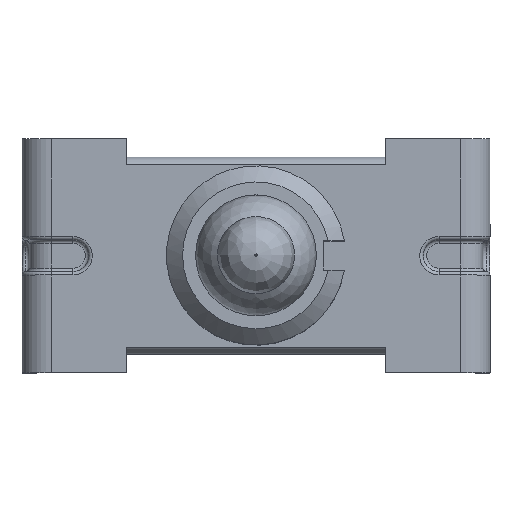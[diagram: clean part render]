
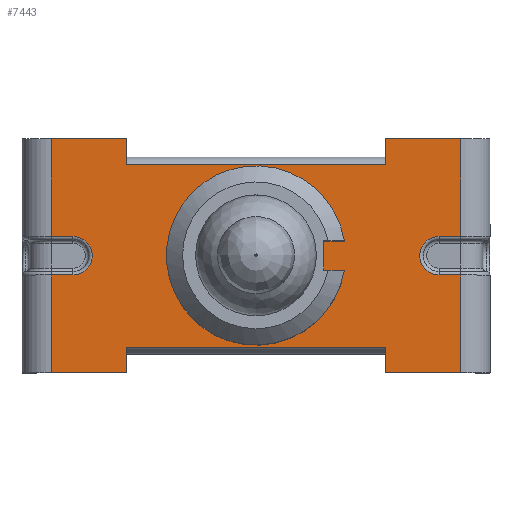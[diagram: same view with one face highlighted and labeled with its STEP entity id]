
A CAD part, top view. The second image highlights one B-rep face of the part: STEP entity #7443.
In plain terms, the highlighted planar face has unit normal (0, 0, 1).
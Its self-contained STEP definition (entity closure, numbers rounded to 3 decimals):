
#177=FACE_BOUND('',#2884,.T.);
#509=PLANE('',#8117);
#545=LINE('',#10362,#1296);
#548=LINE('',#10370,#1299);
#550=LINE('',#10384,#1301);
#1063=LINE('',#12143,#1814);
#1108=LINE('',#12295,#1859);
#1127=LINE('',#12401,#1878);
#1132=LINE('',#12421,#1883);
#1133=LINE('',#12428,#1884);
#1157=LINE('',#12510,#1908);
#1183=LINE('',#12637,#1934);
#1198=LINE('',#12683,#1949);
#1199=LINE('',#12694,#1950);
#1210=LINE('',#12717,#1961);
#1214=LINE('',#12724,#1965);
#1220=LINE('',#12736,#1971);
#1223=LINE('',#12744,#1974);
#1226=LINE('',#12748,#1977);
#1228=LINE('',#12751,#1979);
#1229=LINE('',#12754,#1980);
#1232=LINE('',#12759,#1983);
#1233=LINE('',#12761,#1984);
#1296=VECTOR('',#8227,10.);
#1299=VECTOR('',#8232,10.);
#1301=VECTOR('',#8244,10.);
#1814=VECTOR('',#9371,10.);
#1859=VECTOR('',#9514,10.);
#1878=VECTOR('',#9651,10.);
#1883=VECTOR('',#9676,10.);
#1884=VECTOR('',#9687,10.);
#1908=VECTOR('',#9783,10.);
#1934=VECTOR('',#9943,10.);
#1949=VECTOR('',#9990,10.);
#1950=VECTOR('',#10009,10.);
#1961=VECTOR('',#10040,10.);
#1965=VECTOR('',#10046,10.);
#1971=VECTOR('',#10056,10.);
#1974=VECTOR('',#10061,10.);
#1977=VECTOR('',#10066,10.);
#1979=VECTOR('',#10070,10.);
#1980=VECTOR('',#10073,10.);
#1983=VECTOR('',#10078,10.);
#1984=VECTOR('',#10081,10.);
#2432=FACE_OUTER_BOUND('',#2883,.T.);
#2883=EDGE_LOOP('',(#6823,#6824,#6825,#6826,#6827,#6828,#6829,#6830,#6831,
#6832,#6833,#6834,#6835,#6836,#6837,#6838,#6839,#6840,#6841,#6842));
#2884=EDGE_LOOP('',(#6843,#6844,#6845,#6846));
#2940=CIRCLE('',#7531,3.11);
#3075=CIRCLE('',#7966,0.67);
#3142=CIRCLE('',#8092,0.67);
#3177=VERTEX_POINT('',#10350);
#3178=VERTEX_POINT('',#10352);
#3181=VERTEX_POINT('',#10359);
#3182=VERTEX_POINT('',#10361);
#3609=VERTEX_POINT('',#12131);
#3614=VERTEX_POINT('',#12141);
#3671=VERTEX_POINT('',#12291);
#3672=VERTEX_POINT('',#12293);
#3699=VERTEX_POINT('',#12398);
#3700=VERTEX_POINT('',#12400);
#3705=VERTEX_POINT('',#12420);
#3706=VERTEX_POINT('',#12424);
#3726=VERTEX_POINT('',#12504);
#3728=VERTEX_POINT('',#12508);
#3761=VERTEX_POINT('',#12634);
#3777=VERTEX_POINT('',#12682);
#3778=VERTEX_POINT('',#12688);
#3780=VERTEX_POINT('',#12715);
#3781=VERTEX_POINT('',#12720);
#3786=VERTEX_POINT('',#12734);
#3789=VERTEX_POINT('',#12741);
#3790=VERTEX_POINT('',#12743);
#3791=VERTEX_POINT('',#12753);
#3792=VERTEX_POINT('',#12757);
#3841=EDGE_CURVE('',#3177,#3178,#2940,.T.);
#3845=EDGE_CURVE('',#3181,#3182,#545,.T.);
#3849=EDGE_CURVE('',#3182,#3177,#548,.T.);
#3855=EDGE_CURVE('',#3178,#3181,#550,.T.);
#4509=EDGE_CURVE('',#3614,#3609,#1063,.T.);
#4584=EDGE_CURVE('',#3671,#3672,#1108,.T.);
#4637=EDGE_CURVE('',#3700,#3699,#1127,.T.);
#4647=EDGE_CURVE('',#3671,#3705,#1132,.T.);
#4649=EDGE_CURVE('',#3705,#3706,#3075,.T.);
#4651=EDGE_CURVE('',#3706,#3699,#1133,.T.);
#4691=EDGE_CURVE('',#3726,#3728,#1157,.T.);
#4755=EDGE_CURVE('',#3614,#3761,#1183,.T.);
#4779=EDGE_CURVE('',#3726,#3777,#1198,.T.);
#4782=EDGE_CURVE('',#3777,#3778,#3142,.T.);
#4785=EDGE_CURVE('',#3778,#3761,#1199,.T.);
#4796=EDGE_CURVE('',#3780,#3728,#1210,.T.);
#4800=EDGE_CURVE('',#3700,#3781,#1214,.T.);
#4806=EDGE_CURVE('',#3786,#3672,#1220,.T.);
#4809=EDGE_CURVE('',#3790,#3789,#1223,.T.);
#4812=EDGE_CURVE('',#3789,#3781,#1226,.T.);
#4814=EDGE_CURVE('',#3780,#3790,#1228,.T.);
#4815=EDGE_CURVE('',#3791,#3609,#1229,.T.);
#4818=EDGE_CURVE('',#3786,#3792,#1232,.T.);
#4819=EDGE_CURVE('',#3792,#3791,#1233,.T.);
#6823=ORIENTED_EDGE('',*,*,#4818,.T.);
#6824=ORIENTED_EDGE('',*,*,#4819,.T.);
#6825=ORIENTED_EDGE('',*,*,#4815,.T.);
#6826=ORIENTED_EDGE('',*,*,#4509,.F.);
#6827=ORIENTED_EDGE('',*,*,#4755,.T.);
#6828=ORIENTED_EDGE('',*,*,#4785,.F.);
#6829=ORIENTED_EDGE('',*,*,#4782,.F.);
#6830=ORIENTED_EDGE('',*,*,#4779,.F.);
#6831=ORIENTED_EDGE('',*,*,#4691,.T.);
#6832=ORIENTED_EDGE('',*,*,#4796,.F.);
#6833=ORIENTED_EDGE('',*,*,#4814,.T.);
#6834=ORIENTED_EDGE('',*,*,#4809,.T.);
#6835=ORIENTED_EDGE('',*,*,#4812,.T.);
#6836=ORIENTED_EDGE('',*,*,#4800,.F.);
#6837=ORIENTED_EDGE('',*,*,#4637,.T.);
#6838=ORIENTED_EDGE('',*,*,#4651,.F.);
#6839=ORIENTED_EDGE('',*,*,#4649,.F.);
#6840=ORIENTED_EDGE('',*,*,#4647,.F.);
#6841=ORIENTED_EDGE('',*,*,#4584,.T.);
#6842=ORIENTED_EDGE('',*,*,#4806,.F.);
#6843=ORIENTED_EDGE('',*,*,#3849,.F.);
#6844=ORIENTED_EDGE('',*,*,#3845,.F.);
#6845=ORIENTED_EDGE('',*,*,#3855,.F.);
#6846=ORIENTED_EDGE('',*,*,#3841,.F.);
#7443=ADVANCED_FACE('',(#2432,#177),#509,.T.);
#7531=AXIS2_PLACEMENT_3D('',#10353,#8220,#8221);
#7966=AXIS2_PLACEMENT_3D('',#12425,#9681,#9682);
#8092=AXIS2_PLACEMENT_3D('',#12689,#9999,#10000);
#8117=AXIS2_PLACEMENT_3D('',#12763,#10084,#10085);
#8220=DIRECTION('center_axis',(0.,0.,1.));
#8221=DIRECTION('ref_axis',(0.986,0.164,0.));
#8227=DIRECTION('',(0.,1.,0.));
#8232=DIRECTION('',(1.,0.,0.));
#8244=DIRECTION('',(-1.,0.,0.));
#9371=DIRECTION('',(1.,0.,0.));
#9514=DIRECTION('',(0.,1.,0.));
#9651=DIRECTION('',(0.,1.,0.));
#9676=DIRECTION('',(-1.,0.,0.));
#9681=DIRECTION('center_axis',(0.,0.,
1.));
#9682=DIRECTION('ref_axis',(-1.,0.,0.));
#9687=DIRECTION('',(1.,0.,0.));
#9783=DIRECTION('',(0.,-1.,0.));
#9943=DIRECTION('',(0.,-1.,0.));
#9990=DIRECTION('',(1.,0.,0.));
#9999=DIRECTION('center_axis',(0.,0.,
1.));
#10000=DIRECTION('ref_axis',(1.,0.,0.));
#10009=DIRECTION('',(-1.,0.,0.));
#10040=DIRECTION('',(-1.,0.,0.));
#10046=DIRECTION('',(-1.,0.,0.));
#10056=DIRECTION('',(1.,0.,0.));
#10061=DIRECTION('',(1.,0.,0.));
#10066=DIRECTION('',(0.,-1.,0.));
#10070=DIRECTION('',(0.,1.,0.));
#10073=DIRECTION('',(0.,1.,0.));
#10078=DIRECTION('',(0.,-1.,0.));
#10081=DIRECTION('',(-1.,0.,0.));
#10084=DIRECTION('center_axis',(0.,0.,
1.));
#10085=DIRECTION('ref_axis',(1.,0.,0.));
#10350=CARTESIAN_POINT('',(3.068,0.51,9.4));
#10352=CARTESIAN_POINT('',(3.068,-0.51,9.4));
#10353=CARTESIAN_POINT('Origin',(0.,0.,
9.4));
#10359=CARTESIAN_POINT('',(2.358,-0.51,9.4));
#10361=CARTESIAN_POINT('',(2.358,0.51,9.4));
#10362=CARTESIAN_POINT('',(2.358,-0.51,9.4));
#10370=CARTESIAN_POINT('',(2.358,0.51,9.4));
#10384=CARTESIAN_POINT('',(3.068,-0.51,9.4));
#12131=CARTESIAN_POINT('',(-4.5,4.065,9.4));
#12141=CARTESIAN_POINT('',(-7.11,4.065,9.4));
#12143=CARTESIAN_POINT('',(-8.13,4.065,9.4));
#12291=CARTESIAN_POINT('',(7.11,0.67,9.4));
#12293=CARTESIAN_POINT('',(7.11,4.065,9.4));
#12295=CARTESIAN_POINT('',(7.11,-2.033,9.4));
#12398=CARTESIAN_POINT('',(7.11,-0.67,9.4));
#12400=CARTESIAN_POINT('',(7.11,-4.065,9.4));
#12401=CARTESIAN_POINT('',(7.11,-2.033,9.4));
#12420=CARTESIAN_POINT('',(6.36,0.67,9.4));
#12421=CARTESIAN_POINT('',(4.065,0.67,9.4));
#12424=CARTESIAN_POINT('',(6.36,-0.67,9.4));
#12425=CARTESIAN_POINT('Origin',(6.36,0.,
9.4));
#12428=CARTESIAN_POINT('',(4.065,-0.67,9.4));
#12504=CARTESIAN_POINT('',(-7.11,-0.67,9.4));
#12508=CARTESIAN_POINT('',(-7.11,-4.065,9.4));
#12510=CARTESIAN_POINT('',(-7.11,2.033,9.4));
#12634=CARTESIAN_POINT('',(-7.11,0.67,9.4));
#12637=CARTESIAN_POINT('',(-7.11,2.033,9.4));
#12682=CARTESIAN_POINT('',(-6.36,-0.67,9.4));
#12683=CARTESIAN_POINT('',(-4.065,-0.67,9.4));
#12688=CARTESIAN_POINT('',(-6.36,0.67,9.4));
#12689=CARTESIAN_POINT('Origin',(-6.36,0.,
9.4));
#12694=CARTESIAN_POINT('',(-4.065,0.67,9.4));
#12715=CARTESIAN_POINT('',(-4.5,-4.065,9.4));
#12717=CARTESIAN_POINT('',(8.13,-4.065,9.4));
#12720=CARTESIAN_POINT('',(4.5,-4.065,9.4));
#12724=CARTESIAN_POINT('',(8.13,-4.065,9.4));
#12734=CARTESIAN_POINT('',(4.5,4.065,9.4));
#12736=CARTESIAN_POINT('',(-8.13,4.065,9.4));
#12741=CARTESIAN_POINT('',(4.5,-3.185,9.4));
#12743=CARTESIAN_POINT('',(-4.5,-3.185,9.4));
#12744=CARTESIAN_POINT('',(2.25,-3.185,9.4));
#12748=CARTESIAN_POINT('',(4.5,-2.033,9.4));
#12751=CARTESIAN_POINT('',(-4.5,-1.593,9.4));
#12753=CARTESIAN_POINT('',(-4.5,3.185,9.4));
#12754=CARTESIAN_POINT('',(-4.5,2.033,9.4));
#12757=CARTESIAN_POINT('',(4.5,3.185,9.4));
#12759=CARTESIAN_POINT('',(4.5,1.593,9.4));
#12761=CARTESIAN_POINT('',(-2.25,3.185,9.4));
#12763=CARTESIAN_POINT('Origin',(0.,0.,
9.4));
